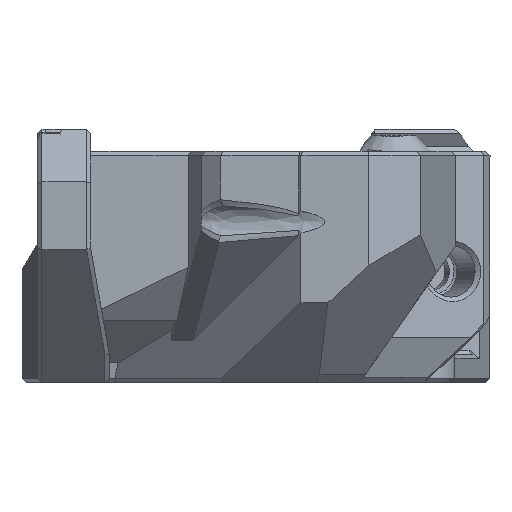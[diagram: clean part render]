
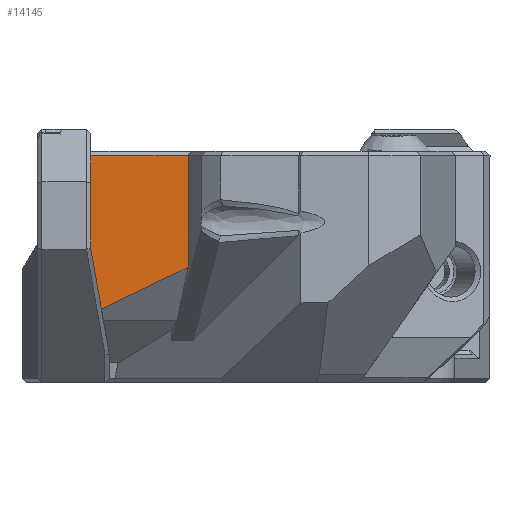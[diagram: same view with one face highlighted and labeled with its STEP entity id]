
A CAD part, left-side view. The second image highlights one B-rep face of the part: STEP entity #14145.
In plain terms, the highlighted planar face has unit normal (-1, 0, 0).
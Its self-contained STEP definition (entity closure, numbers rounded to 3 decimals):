
#1284=LINE('',#24194,#2761);
#1299=LINE('',#24281,#2776);
#1301=LINE('',#24285,#2778);
#1345=LINE('',#24371,#2822);
#1371=LINE('',#24426,#2848);
#2761=VECTOR('',#18156,1000.);
#2776=VECTOR('',#18193,1000.);
#2778=VECTOR('',#18197,1000.);
#2822=VECTOR('',#18271,1000.);
#2848=VECTOR('',#18317,1000.);
#3648=PLANE('',#15282);
#6618=ORIENTED_EDGE('',*,*,#9443,.T.);
#6619=ORIENTED_EDGE('',*,*,#9540,.T.);
#6620=ORIENTED_EDGE('',*,*,#9512,.F.);
#6621=ORIENTED_EDGE('',*,*,#9467,.F.);
#6622=ORIENTED_EDGE('',*,*,#9465,.T.);
#9443=EDGE_CURVE('',#11038,#11037,#1284,.T.);
#9465=EDGE_CURVE('',#11052,#11038,#1299,.T.);
#9467=EDGE_CURVE('',#11052,#11055,#1301,.T.);
#9512=EDGE_CURVE('',#11055,#11082,#1345,.T.);
#9540=EDGE_CURVE('',#11037,#11082,#1371,.T.);
#11037=VERTEX_POINT('',#24193);
#11038=VERTEX_POINT('',#24195);
#11052=VERTEX_POINT('',#24278);
#11055=VERTEX_POINT('',#24286);
#11082=VERTEX_POINT('',#24372);
#12373=EDGE_LOOP('',(#6618,#6619,#6620,#6621,#6622));
#13279=FACE_BOUND('',#12373,.T.);
#14145=ADVANCED_FACE('',(#13279),#3648,.T.);
#15282=AXIS2_PLACEMENT_3D('',#24425,#18315,#18316);
#18156=DIRECTION('',(0.,0.,1.));
#18193=DIRECTION('',(0.,-0.901,0.435));
#18197=DIRECTION('',(0.,0.174,0.985));
#18271=DIRECTION('',(0.,0.,1.));
#18315=DIRECTION('',(-1.,0.,0.));
#18316=DIRECTION('',(0.,-1.,0.));
#18317=DIRECTION('',(0.,1.,0.));
#24193=CARTESIAN_POINT('',(-12.879,3.617,20.8));
#24194=CARTESIAN_POINT('',(-12.879,3.617,16.68));
#24195=CARTESIAN_POINT('',(-12.879,3.617,10.571));
#24278=CARTESIAN_POINT('',(-12.879,11.544,6.745));
#24281=CARTESIAN_POINT('',(-12.879,-0.636,12.624));
#24285=CARTESIAN_POINT('',(-12.879,12.936,14.628));
#24286=CARTESIAN_POINT('',(-12.879,12.5,12.16));
#24371=CARTESIAN_POINT('',(-12.879,12.5,16.68));
#24372=CARTESIAN_POINT('',(-12.879,12.5,20.8));
#24425=CARTESIAN_POINT('',(-12.879,1.321,16.68));
#24426=CARTESIAN_POINT('',(-12.879,1.321,20.8));
